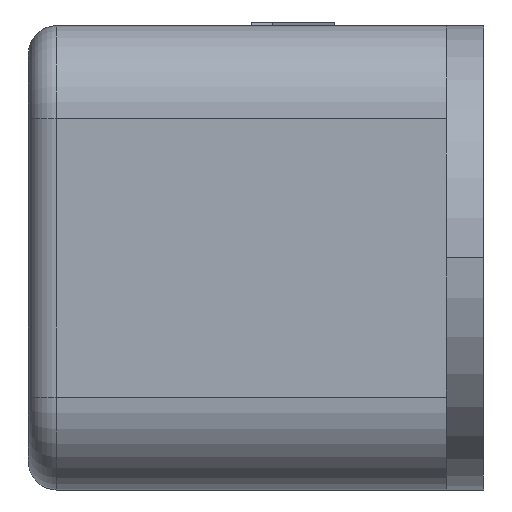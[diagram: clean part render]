
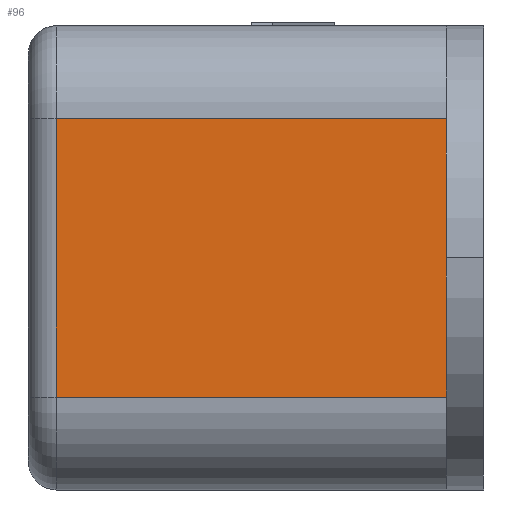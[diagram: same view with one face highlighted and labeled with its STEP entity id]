
A CAD part, left-side view. The second image highlights one B-rep face of the part: STEP entity #96.
In plain terms, the highlighted planar face has unit normal (-1, 0, 0).
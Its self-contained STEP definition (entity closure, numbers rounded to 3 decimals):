
#96 = ADVANCED_FACE( '', ( #422 ), #423, .T. );
#422 = FACE_OUTER_BOUND( '', #998, .T. );
#423 = PLANE( '', #999 );
#998 = EDGE_LOOP( '', ( #1856, #1857, #1858, #1859 ) );
#999 = AXIS2_PLACEMENT_3D( '', #1860, #1861, #1862 );
#1856 = ORIENTED_EDGE( '', *, *, #3946, .T. );
#1857 = ORIENTED_EDGE( '', *, *, #3910, .T. );
#1858 = ORIENTED_EDGE( '', *, *, #3947, .T. );
#1859 = ORIENTED_EDGE( '', *, *, #3948, .T. );
#1860 = CARTESIAN_POINT( '', ( -19., 24.5, -12.5 ) );
#1861 = DIRECTION( '', ( -1., 0., 0. ) );
#1862 = DIRECTION( '', ( 0., 1., 0. ) );
#3910 = EDGE_CURVE( '', #4809, #4814, #4816, .F. );
#3946 = EDGE_CURVE( '', #4879, #4809, #4880, .F. );
#3947 = EDGE_CURVE( '', #4814, #4881, #4882, .T. );
#3948 = EDGE_CURVE( '', #4881, #4879, #4883, .T. );
#4809 = VERTEX_POINT( '', #6155 );
#4814 = VERTEX_POINT( '', #6161 );
#4816 = LINE( '', #6163, #6164 );
#4879 = VERTEX_POINT( '', #6251 );
#4880 = LINE( '', #6252, #6253 );
#4881 = VERTEX_POINT( '', #6254 );
#4882 = LINE( '', #6255, #6256 );
#4883 = LINE( '', #6257, #6258 );
#6155 = CARTESIAN_POINT( '', ( -19., 23., 7.5 ) );
#6161 = CARTESIAN_POINT( '', ( -19., 23., -7.5 ) );
#6163 = CARTESIAN_POINT( '', ( -19., 23., -12.5 ) );
#6164 = VECTOR( '', #7450, 1000. );
#6251 = CARTESIAN_POINT( '', ( -19., 2., 7.5 ) );
#6252 = CARTESIAN_POINT( '', ( -19., 24.5, 7.5 ) );
#6253 = VECTOR( '', #7508, 1000. );
#6254 = CARTESIAN_POINT( '', ( -19., 2., -7.5 ) );
#6255 = CARTESIAN_POINT( '', ( -19., 24.5, -7.5 ) );
#6256 = VECTOR( '', #7509, 1000. );
#6257 = CARTESIAN_POINT( '', ( -19., 2., -12.5 ) );
#6258 = VECTOR( '', #7510, 1000. );
#7450 = DIRECTION( '', ( 0., 0., 1. ) );
#7508 = DIRECTION( '', ( 0., -1., 0. ) );
#7509 = DIRECTION( '', ( 0., -1., 0. ) );
#7510 = DIRECTION( '', ( 0., 0., 1. ) );
